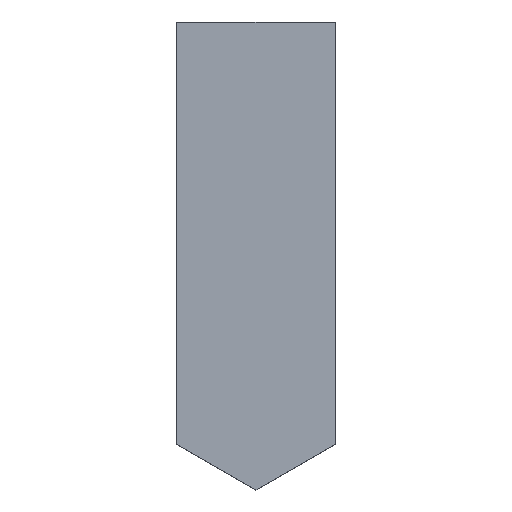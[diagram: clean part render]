
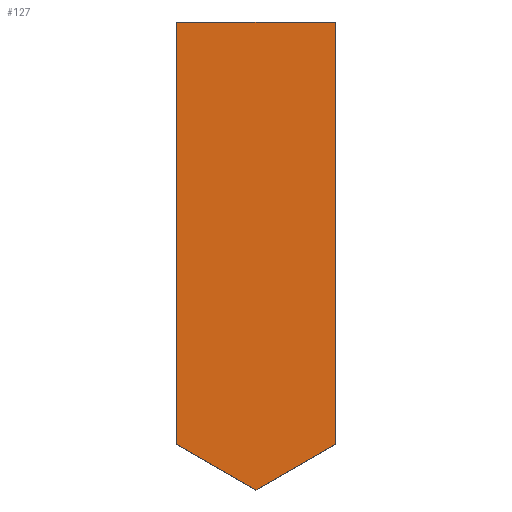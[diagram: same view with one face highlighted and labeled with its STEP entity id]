
A CAD part, top view. The second image highlights one B-rep face of the part: STEP entity #127.
In plain terms, the highlighted planar face has unit normal (0, 0, 1).
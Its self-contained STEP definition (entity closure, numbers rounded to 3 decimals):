
#21=FACE_OUTER_BOUND('',#28,.T.);
#28=EDGE_LOOP('',(#109,#110,#111,#112,#113));
#32=LINE('',#189,#47);
#34=LINE('',#195,#49);
#38=LINE('',#203,#53);
#40=LINE('',#206,#55);
#43=LINE('',#210,#58);
#47=VECTOR('',#156,10.);
#49=VECTOR('',#160,10.);
#53=VECTOR('',#166,10.);
#55=VECTOR('',#170,10.);
#58=VECTOR('',#175,10.);
#59=VERTEX_POINT('',#182);
#62=VERTEX_POINT('',#187);
#64=VERTEX_POINT('',#192);
#65=VERTEX_POINT('',#194);
#68=VERTEX_POINT('',#201);
#72=EDGE_CURVE('',#62,#59,#32,.T.);
#74=EDGE_CURVE('',#65,#64,#34,.T.);
#78=EDGE_CURVE('',#68,#62,#38,.T.);
#80=EDGE_CURVE('',#68,#65,#40,.T.);
#83=EDGE_CURVE('',#59,#64,#43,.T.);
#109=ORIENTED_EDGE('',*,*,#83,.F.);
#110=ORIENTED_EDGE('',*,*,#72,.F.);
#111=ORIENTED_EDGE('',*,*,#78,.F.);
#112=ORIENTED_EDGE('',*,*,#80,.T.);
#113=ORIENTED_EDGE('',*,*,#74,.T.);
#120=PLANE('',#148);
#127=ADVANCED_FACE('',(#21),#120,.F.);
#148=AXIS2_PLACEMENT_3D('',#212,#178,#179);
#156=DIRECTION('',(1.,0.,0.));
#160=DIRECTION('',(0.866,0.5,0.));
#166=DIRECTION('',(0.,1.,0.));
#170=DIRECTION('',(0.866,-0.5,0.));
#175=DIRECTION('',(0.,-1.,0.));
#178=DIRECTION('center_axis',(0.,0.,-1.));
#179=DIRECTION('ref_axis',(-1.,0.,0.));
#182=CARTESIAN_POINT('',(4.05,19.3,4.7));
#187=CARTESIAN_POINT('',(-4.05,19.3,4.7));
#189=CARTESIAN_POINT('',(-4.05,19.3,4.7));
#192=CARTESIAN_POINT('',(4.05,-2.338,4.7));
#194=CARTESIAN_POINT('',(0.,-4.677,4.7));
#195=CARTESIAN_POINT('',(2.025,-3.507,4.7));
#201=CARTESIAN_POINT('',(-4.05,-2.338,4.7));
#203=CARTESIAN_POINT('',(-4.05,7.3,4.7));
#206=CARTESIAN_POINT('',(-4.025,-2.353,4.7));
#210=CARTESIAN_POINT('',(4.05,7.3,4.7));
#212=CARTESIAN_POINT('Origin',(0.,4.619,4.7));
